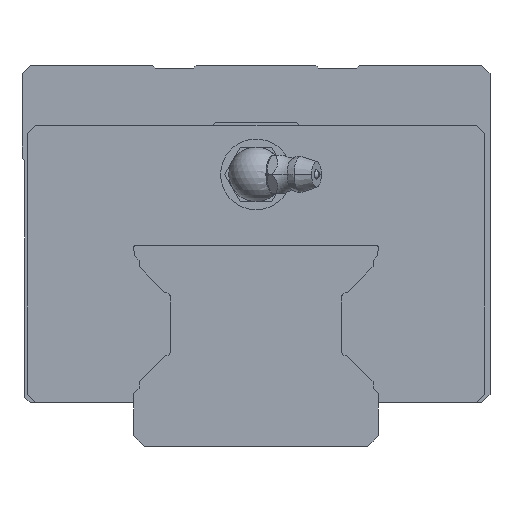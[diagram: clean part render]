
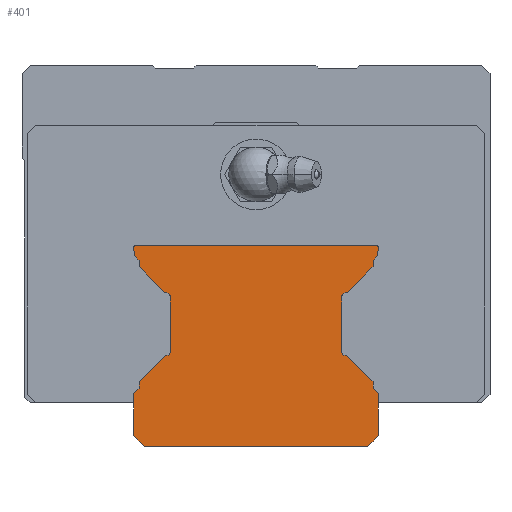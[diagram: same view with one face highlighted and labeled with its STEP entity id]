
A CAD part, front view. The second image highlights one B-rep face of the part: STEP entity #401.
In plain terms, the highlighted planar face has unit normal (0, -1, 0).
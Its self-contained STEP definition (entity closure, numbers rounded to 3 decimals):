
#401=ADVANCED_FACE('',(#920),#921,.F.);
#920=FACE_OUTER_BOUND('',#1508,.T.);
#921=PLANE('',#1509);
#1508=EDGE_LOOP('',(#3441,#3442,#3443,#3444,#3445,#3446,#3447,#3448,#3449,#3450,#3451,#3452,#3453,#3454,#3455,#3456,#3457,#3458,#3459,#3460,#3461,#3462,#3463,#3464,#3465,#3466,#3467,#3468,#3469,#3470,#3471,#3472));
#1509=AXIS2_PLACEMENT_3D('',#3473,#3474,#3475);
#3441=ORIENTED_EDGE('',*,*,#4284,.F.);
#3442=ORIENTED_EDGE('',*,*,#4223,.F.);
#3443=ORIENTED_EDGE('',*,*,#4281,.F.);
#3444=ORIENTED_EDGE('',*,*,#4210,.F.);
#3445=ORIENTED_EDGE('',*,*,#4285,.F.);
#3446=ORIENTED_EDGE('',*,*,#4283,.F.);
#3447=ORIENTED_EDGE('',*,*,#4280,.F.);
#3448=ORIENTED_EDGE('',*,*,#4286,.F.);
#3449=ORIENTED_EDGE('',*,*,#4249,.F.);
#3450=ORIENTED_EDGE('',*,*,#4287,.F.);
#3451=ORIENTED_EDGE('',*,*,#4219,.F.);
#3452=ORIENTED_EDGE('',*,*,#4216,.F.);
#3453=ORIENTED_EDGE('',*,*,#4213,.F.);
#3454=ORIENTED_EDGE('',*,*,#4206,.F.);
#3455=ORIENTED_EDGE('',*,*,#4288,.F.);
#3456=ORIENTED_EDGE('',*,*,#4179,.F.);
#3457=ORIENTED_EDGE('',*,*,#4274,.F.);
#3458=ORIENTED_EDGE('',*,*,#4289,.F.);
#3459=ORIENTED_EDGE('',*,*,#4290,.F.);
#3460=ORIENTED_EDGE('',*,*,#4256,.F.);
#3461=ORIENTED_EDGE('',*,*,#4291,.F.);
#3462=ORIENTED_EDGE('',*,*,#4201,.F.);
#3463=ORIENTED_EDGE('',*,*,#4198,.F.);
#3464=ORIENTED_EDGE('',*,*,#4292,.F.);
#3465=ORIENTED_EDGE('',*,*,#4175,.F.);
#3466=ORIENTED_EDGE('',*,*,#4169,.F.);
#3467=ORIENTED_EDGE('',*,*,#4172,.F.);
#3468=ORIENTED_EDGE('',*,*,#4293,.F.);
#3469=ORIENTED_EDGE('',*,*,#4246,.F.);
#3470=ORIENTED_EDGE('',*,*,#4294,.F.);
#3471=ORIENTED_EDGE('',*,*,#4295,.F.);
#3472=ORIENTED_EDGE('',*,*,#4262,.F.);
#3473=CARTESIAN_POINT('',(-22.0,0.0,36.5));
#3474=DIRECTION('',(0.0,1.0,0.0));
#3475=DIRECTION('',(1.0,0.0,0.0));
#4169=EDGE_CURVE('',#5200,#5196,#5202,.T.);
#4172=EDGE_CURVE('',#5205,#5200,#5207,.T.);
#4175=EDGE_CURVE('',#5196,#5209,#5212,.T.);
#4179=EDGE_CURVE('',#5218,#5214,#5220,.T.);
#4198=EDGE_CURVE('',#5244,#5240,#5246,.T.);
#4201=EDGE_CURVE('',#5240,#5248,#5251,.T.);
#4206=EDGE_CURVE('',#5258,#5254,#5260,.T.);
#4210=EDGE_CURVE('',#5266,#5262,#5268,.T.);
#4213=EDGE_CURVE('',#5254,#5270,#5273,.T.);
#4216=EDGE_CURVE('',#5270,#5275,#5278,.T.);
#4219=EDGE_CURVE('',#5275,#5280,#5283,.T.);
#4223=EDGE_CURVE('',#5289,#5285,#5291,.T.);
#4246=EDGE_CURVE('',#5328,#5326,#5330,.T.);
#4249=EDGE_CURVE('',#5333,#5331,#5335,.T.);
#4256=EDGE_CURVE('',#5344,#5342,#5346,.T.);
#4262=EDGE_CURVE('',#5353,#5351,#5355,.T.);
#4274=EDGE_CURVE('',#5370,#5218,#5372,.T.);
#4280=EDGE_CURVE('',#5379,#5377,#5381,.T.);
#4281=EDGE_CURVE('',#5262,#5289,#5382,.T.);
#4283=EDGE_CURVE('',#5377,#5383,#5385,.T.);
#4284=EDGE_CURVE('',#5285,#5353,#5386,.T.);
#4285=EDGE_CURVE('',#5383,#5266,#5387,.T.);
#4286=EDGE_CURVE('',#5331,#5379,#5388,.T.);
#4287=EDGE_CURVE('',#5280,#5333,#5389,.T.);
#4288=EDGE_CURVE('',#5214,#5258,#5390,.T.);
#4289=EDGE_CURVE('',#5391,#5370,#5392,.T.);
#4290=EDGE_CURVE('',#5342,#5391,#5393,.T.);
#4291=EDGE_CURVE('',#5248,#5344,#5394,.T.);
#4292=EDGE_CURVE('',#5209,#5244,#5395,.T.);
#4293=EDGE_CURVE('',#5326,#5205,#5396,.T.);
#4294=EDGE_CURVE('',#5397,#5328,#5398,.T.);
#4295=EDGE_CURVE('',#5351,#5397,#5399,.T.);
#5196=VERTEX_POINT('',#6799);
#5200=VERTEX_POINT('',#6805);
#5202=LINE('',#6808,#6809);
#5205=VERTEX_POINT('',#6813);
#5207=LINE('',#6816,#6817);
#5209=VERTEX_POINT('',#6819);
#5212=CIRCLE('',#6823,0.5);
#5214=VERTEX_POINT('',#6825);
#5218=VERTEX_POINT('',#6831);
#5220=LINE('',#6834,#6835);
#5240=VERTEX_POINT('',#6855);
#5244=VERTEX_POINT('',#6860);
#5246=CIRCLE('',#6863,0.5);
#5248=VERTEX_POINT('',#6865);
#5251=LINE('',#6870,#6871);
#5254=VERTEX_POINT('',#6874);
#5258=VERTEX_POINT('',#6880);
#5260=LINE('',#6883,#6884);
#5262=VERTEX_POINT('',#6886);
#5266=VERTEX_POINT('',#6892);
#5268=LINE('',#6895,#6896);
#5270=VERTEX_POINT('',#6898);
#5273=LINE('',#6903,#6904);
#5275=VERTEX_POINT('',#6906);
#5278=LINE('',#6911,#6912);
#5280=VERTEX_POINT('',#6914);
#5283=LINE('',#6919,#6920);
#5285=VERTEX_POINT('',#6922);
#5289=VERTEX_POINT('',#6928);
#5291=LINE('',#6931,#6932);
#5326=VERTEX_POINT('',#6983);
#5328=VERTEX_POINT('',#6986);
#5330=LINE('',#6989,#6990);
#5331=VERTEX_POINT('',#6991);
#5333=VERTEX_POINT('',#6994);
#5335=CIRCLE('',#6997,0.5);
#5342=VERTEX_POINT('',#7004);
#5344=VERTEX_POINT('',#7007);
#5346=LINE('',#7010,#7011);
#5351=VERTEX_POINT('',#7016);
#5353=VERTEX_POINT('',#7019);
#5355=LINE('',#7022,#7023);
#5370=VERTEX_POINT('',#7038);
#5372=LINE('',#7041,#7042);
#5377=VERTEX_POINT('',#7047);
#5379=VERTEX_POINT('',#7050);
#5381=CIRCLE('',#7053,0.5);
#5382=LINE('',#7054,#7055);
#5383=VERTEX_POINT('',#7056);
#5385=LINE('',#7059,#7060);
#5386=CIRCLE('',#7061,0.5);
#5387=LINE('',#7062,#7063);
#5388=LINE('',#7064,#7065);
#5389=LINE('',#7066,#7067);
#5390=LINE('',#7068,#7069);
#5391=VERTEX_POINT('',#7070);
#5392=LINE('',#7071,#7072);
#5393=LINE('',#7073,#7074);
#5394=LINE('',#7075,#7076);
#5395=LINE('',#7077,#7078);
#5396=LINE('',#7079,#7080);
#5397=VERTEX_POINT('',#7081);
#5398=LINE('',#7082,#7083);
#5399=CIRCLE('',#7084,0.5);
#6799=CARTESIAN_POINT('',(16.171,0.0,28.146));
#6805=CARTESIAN_POINT('',(16.82,0.0,28.32));
#6808=CARTESIAN_POINT('',(16.82,0.0,28.32));
#6809=VECTOR('',#7933,1000.0);
#6813=CARTESIAN_POINT('',(21.5,0.0,33.0));
#6816=CARTESIAN_POINT('',(21.5,0.0,33.0));
#6817=VECTOR('',#7936,1000.0);
#6819=CARTESIAN_POINT('',(15.8,0.0,27.663));
#6823=AXIS2_PLACEMENT_3D('',#7941,#7942,#7943);
#6825=CARTESIAN_POINT('',(-20.5,0.0,0.0));
#6831=CARTESIAN_POINT('',(20.5,0.0,0.0));
#6834=CARTESIAN_POINT('',(20.5,0.0,0.0));
#6835=VECTOR('',#7947,1000.0);
#6855=CARTESIAN_POINT('',(16.171,0.0,16.754));
#6860=CARTESIAN_POINT('',(15.8,0.0,17.237));
#6863=AXIS2_PLACEMENT_3D('',#7998,#7999,#8000);
#6865=CARTESIAN_POINT('',(16.82,0.0,16.58));
#6870=CARTESIAN_POINT('',(16.171,0.0,16.754));
#6871=VECTOR('',#8003,1000.0);
#6874=CARTESIAN_POINT('',(-22.5,0.0,9.7));
#6880=CARTESIAN_POINT('',(-22.5,0.0,2.0));
#6883=CARTESIAN_POINT('',(-22.5,0.0,2.0));
#6884=VECTOR('',#8010,1000.0);
#6886=CARTESIAN_POINT('',(-21.5,0.0,34.2));
#6892=CARTESIAN_POINT('',(-21.5,0.0,33.0));
#6895=CARTESIAN_POINT('',(-21.5,0.0,33.0));
#6896=VECTOR('',#8014,1000.0);
#6898=CARTESIAN_POINT('',(-21.5,0.0,10.7));
#6903=CARTESIAN_POINT('',(-22.5,0.0,9.7));
#6904=VECTOR('',#8017,1000.0);
#6906=CARTESIAN_POINT('',(-21.5,0.0,11.9));
#6911=CARTESIAN_POINT('',(-21.5,0.0,10.7));
#6912=VECTOR('',#8020,1000.0);
#6914=CARTESIAN_POINT('',(-16.82,0.0,16.58));
#6919=CARTESIAN_POINT('',(-21.5,0.0,11.9));
#6920=VECTOR('',#8023,1000.0);
#6922=CARTESIAN_POINT('',(-22.492,0.0,36.413));
#6928=CARTESIAN_POINT('',(-22.231,0.0,34.931));
#6931=CARTESIAN_POINT('',(-22.231,0.0,34.931));
#6932=VECTOR('',#8027,1000.0);
#6983=CARTESIAN_POINT('',(21.5,0.0,34.2));
#6986=CARTESIAN_POINT('',(22.231,0.0,34.931));
#6989=CARTESIAN_POINT('',(22.231,0.0,34.931));
#6990=VECTOR('',#8058,1000.0);
#6991=CARTESIAN_POINT('',(-15.8,0.0,17.237));
#6994=CARTESIAN_POINT('',(-16.171,0.0,16.754));
#6997=AXIS2_PLACEMENT_3D('',#8061,#8062,#8063);
#7004=CARTESIAN_POINT('',(21.5,0.0,10.7));
#7007=CARTESIAN_POINT('',(21.5,0.0,11.9));
#7010=CARTESIAN_POINT('',(21.5,0.0,11.9));
#7011=VECTOR('',#8078,1000.0);
#7016=CARTESIAN_POINT('',(22.0,0.0,37.0));
#7019=CARTESIAN_POINT('',(-22.0,0.,37.0));
#7022=CARTESIAN_POINT('',(-22.0,0.0,37.0));
#7023=VECTOR('',#8090,1000.0);
#7038=CARTESIAN_POINT('',(22.5,0.0,2.0));
#7041=CARTESIAN_POINT('',(22.5,0.0,2.0));
#7042=VECTOR('',#8122,1000.0);
#7047=CARTESIAN_POINT('',(-16.171,0.0,28.146));
#7050=CARTESIAN_POINT('',(-15.8,0.0,27.663));
#7053=AXIS2_PLACEMENT_3D('',#8134,#8135,#8136);
#7054=CARTESIAN_POINT('',(-21.5,0.0,34.2));
#7055=VECTOR('',#8137,1000.0);
#7056=CARTESIAN_POINT('',(-16.82,0.0,28.32));
#7059=CARTESIAN_POINT('',(-16.171,0.0,28.146));
#7060=VECTOR('',#8139,1000.0);
#7061=AXIS2_PLACEMENT_3D('',#8140,#8141,#8142);
#7062=CARTESIAN_POINT('',(-16.82,0.0,28.32));
#7063=VECTOR('',#8143,1000.0);
#7064=CARTESIAN_POINT('',(-15.8,0.0,17.237));
#7065=VECTOR('',#8144,1000.0);
#7066=CARTESIAN_POINT('',(-16.82,0.0,16.58));
#7067=VECTOR('',#8145,1000.0);
#7068=CARTESIAN_POINT('',(-20.5,0.0,0.0));
#7069=VECTOR('',#8146,1000.0);
#7070=CARTESIAN_POINT('',(22.5,0.0,9.7));
#7071=CARTESIAN_POINT('',(22.5,0.0,9.7));
#7072=VECTOR('',#8147,1000.0);
#7073=CARTESIAN_POINT('',(21.5,0.0,10.7));
#7074=VECTOR('',#8148,1000.0);
#7075=CARTESIAN_POINT('',(16.82,0.0,16.58));
#7076=VECTOR('',#8149,1000.0);
#7077=CARTESIAN_POINT('',(15.8,0.0,27.663));
#7078=VECTOR('',#8150,1000.0);
#7079=CARTESIAN_POINT('',(21.5,0.0,34.2));
#7080=VECTOR('',#8151,1000.0);
#7081=CARTESIAN_POINT('',(22.492,0.0,36.413));
#7082=CARTESIAN_POINT('',(22.492,0.0,36.413));
#7083=VECTOR('',#8152,1000.0);
#7084=AXIS2_PLACEMENT_3D('',#8153,#8154,#8155);
#7933=DIRECTION('',(-0.966,0.0,-0.259));
#7936=DIRECTION('',(-0.707,0.0,-0.707));
#7941=CARTESIAN_POINT('',(16.3,0.0,27.663));
#7942=DIRECTION('',(0.0,-1.0,0.0));
#7943=DIRECTION('',(1.0,0.0,0.0));
#7947=DIRECTION('',(-1.0,0.0,0.0));
#7998=CARTESIAN_POINT('',(16.3,0.0,17.237));
#7999=DIRECTION('',(0.0,-1.0,0.0));
#8000=DIRECTION('',(1.0,0.0,0.0));
#8003=DIRECTION('',(0.966,0.0,-0.259));
#8010=DIRECTION('',(0.0,0.0,1.0));
#8014=DIRECTION('',(0.0,0.0,1.0));
#8017=DIRECTION('',(0.707,0.0,0.707));
#8020=DIRECTION('',(0.0,0.0,1.0));
#8023=DIRECTION('',(0.707,0.0,0.707));
#8027=DIRECTION('',(-0.174,0.0,0.985));
#8058=DIRECTION('',(-0.707,0.0,-0.707));
#8061=CARTESIAN_POINT('',(-16.3,0.0,17.237));
#8062=DIRECTION('',(0.0,-1.0,0.0));
#8063=DIRECTION('',(1.0,0.0,0.0));
#8078=DIRECTION('',(0.0,0.0,-1.0));
#8090=DIRECTION('',(1.0,0.0,0.0));
#8122=DIRECTION('',(-0.707,0.0,-0.707));
#8134=CARTESIAN_POINT('',(-16.3,0.0,27.663));
#8135=DIRECTION('',(0.0,-1.0,0.0));
#8136=DIRECTION('',(1.0,0.0,0.0));
#8137=DIRECTION('',(-0.707,0.0,0.707));
#8139=DIRECTION('',(-0.966,0.0,0.259));
#8140=CARTESIAN_POINT('',(-22.0,0.0,36.5));
#8141=DIRECTION('',(0.0,1.0,0.0));
#8142=DIRECTION('',(1.0,0.0,0.0));
#8143=DIRECTION('',(-0.707,0.0,0.707));
#8144=DIRECTION('',(0.0,0.0,1.0));
#8145=DIRECTION('',(0.966,0.0,0.259));
#8146=DIRECTION('',(-0.707,0.0,0.707));
#8147=DIRECTION('',(0.0,0.0,-1.0));
#8148=DIRECTION('',(0.707,0.0,-0.707));
#8149=DIRECTION('',(0.707,0.0,-0.707));
#8150=DIRECTION('',(0.0,0.0,-1.0));
#8151=DIRECTION('',(0.0,0.0,-1.0));
#8152=DIRECTION('',(-0.174,0.0,-0.985));
#8153=CARTESIAN_POINT('',(22.0,0.0,36.5));
#8154=DIRECTION('',(0.0,1.0,0.0));
#8155=DIRECTION('',(1.0,0.0,0.0));
